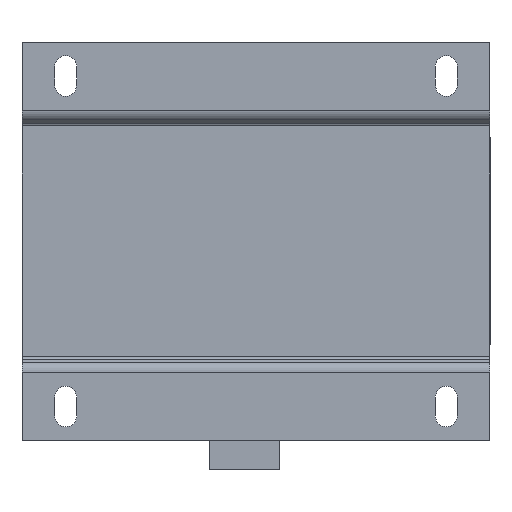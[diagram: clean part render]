
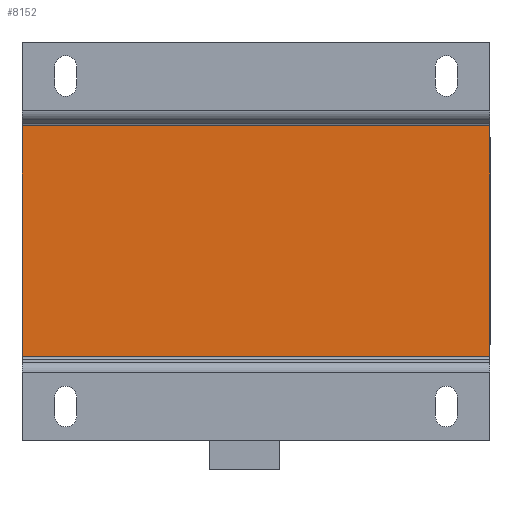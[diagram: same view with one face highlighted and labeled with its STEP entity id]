
A CAD part, front view. The second image highlights one B-rep face of the part: STEP entity #8152.
In plain terms, the highlighted planar face has unit normal (0, -1, 0).
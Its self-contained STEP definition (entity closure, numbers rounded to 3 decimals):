
#346 = CARTESIAN_POINT ( 'NONE',  ( 0., -65., -37. ) ) ;
#798 = VERTEX_POINT ( 'NONE', #819 ) ;
#819 = CARTESIAN_POINT ( 'NONE',  ( 75., -65., -37. ) ) ;
#825 = VECTOR ( 'NONE', #3889, 1000. ) ;
#1124 = VERTEX_POINT ( 'NONE', #5047 ) ;
#1223 = EDGE_CURVE ( 'NONE', #3952, #1124, #2538, .T. ) ;
#1327 = LINE ( 'NONE', #7896, #825 ) ;
#1333 = LINE ( 'NONE', #3590, #2796 ) ;
#1818 = EDGE_CURVE ( 'NONE', #798, #3952, #9732, .T. ) ;
#2012 = CARTESIAN_POINT ( 'NONE',  ( -75., -65., 63.75 ) ) ;
#2538 = LINE ( 'NONE', #2012, #5967 ) ;
#2552 = FACE_OUTER_BOUND ( 'NONE', #5281, .T. ) ;
#2796 = VECTOR ( 'NONE', #7557, 1000. ) ;
#3059 = EDGE_CURVE ( 'NONE', #6980, #798, #1333, .T. ) ;
#3325 = EDGE_CURVE ( 'NONE', #6980, #1124, #1327, .T. ) ;
#3414 = DIRECTION ( 'NONE',  ( -1., 0., 0. ) ) ;
#3590 = CARTESIAN_POINT ( 'NONE',  ( 75., -65., 63.75 ) ) ;
#3660 = CARTESIAN_POINT ( 'NONE',  ( 75., -65., 37. ) ) ;
#3696 = ORIENTED_EDGE ( 'NONE', *, *, #1818, .F. ) ;
#3773 = CARTESIAN_POINT ( 'NONE',  ( -75., -65., -37. ) ) ;
#3889 = DIRECTION ( 'NONE',  ( -1., 0., 0. ) ) ;
#3952 = VERTEX_POINT ( 'NONE', #3773 ) ;
#4622 = ORIENTED_EDGE ( 'NONE', *, *, #1223, .F. ) ;
#4648 = ORIENTED_EDGE ( 'NONE', *, *, #3325, .T. ) ;
#5047 = CARTESIAN_POINT ( 'NONE',  ( -75., -65., 37. ) ) ;
#5281 = EDGE_LOOP ( 'NONE', ( #3696, #6739, #4648, #4622 ) ) ;
#5967 = VECTOR ( 'NONE', #8992, 1000. ) ;
#6219 = AXIS2_PLACEMENT_3D ( 'NONE', #6681, #6613, #9792 ) ;
#6613 = DIRECTION ( 'NONE',  ( 0., 1., 0. ) ) ;
#6681 = CARTESIAN_POINT ( 'NONE',  ( 0., -65., 0. ) ) ;
#6739 = ORIENTED_EDGE ( 'NONE', *, *, #3059, .F. ) ;
#6980 = VERTEX_POINT ( 'NONE', #3660 ) ;
#7402 = PLANE ( 'NONE',  #6219 ) ;
#7557 = DIRECTION ( 'NONE',  ( 0., 0., -1. ) ) ;
#7896 = CARTESIAN_POINT ( 'NONE',  ( 0., -65., 37. ) ) ;
#8152 = ADVANCED_FACE ( 'NONE', ( #2552 ), #7402, .F. ) ;
#8992 = DIRECTION ( 'NONE',  ( 0., 0., 1. ) ) ;
#9242 = VECTOR ( 'NONE', #3414, 1000. ) ;
#9732 = LINE ( 'NONE', #346, #9242 ) ;
#9792 = DIRECTION ( 'NONE',  ( 0., 0., -1. ) ) ;
